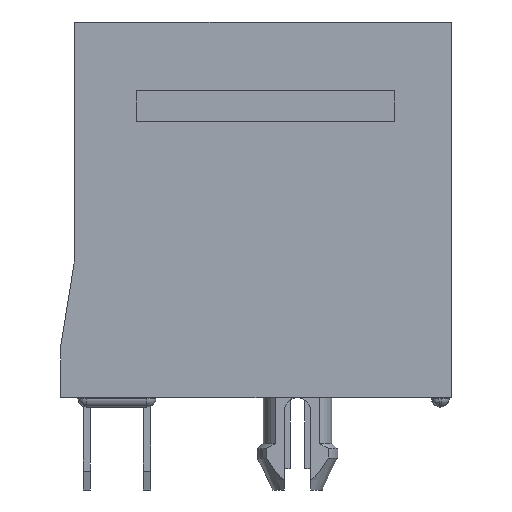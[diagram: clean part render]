
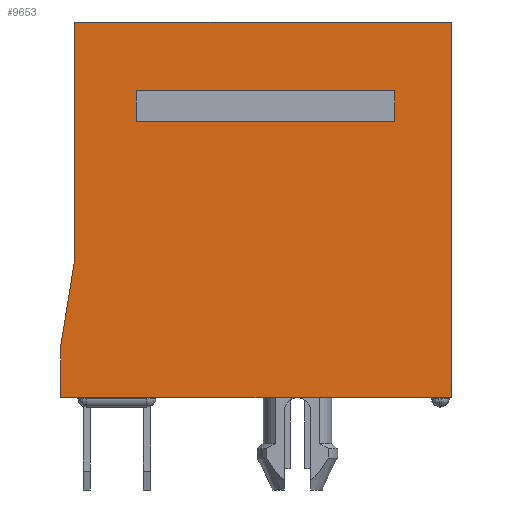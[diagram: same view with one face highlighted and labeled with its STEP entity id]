
A CAD part, left-side view. The second image highlights one B-rep face of the part: STEP entity #9653.
In plain terms, the highlighted planar face has unit normal (-1, 0, 0).
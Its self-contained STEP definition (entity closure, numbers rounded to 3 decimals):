
#6074 = EDGE_CURVE('',#6075,#6077,#6079,.T.);
#6075 = VERTEX_POINT('',#6076);
#6076 = CARTESIAN_POINT('',(-6.73,-7.65,0.45));
#6077 = VERTEX_POINT('',#6078);
#6078 = CARTESIAN_POINT('',(-6.73,8.85,0.45));
#6079 = LINE('',#6080,#6081);
#6080 = CARTESIAN_POINT('',(-6.73,8.85,0.45));
#6081 = VECTOR('',#6082,1.);
#6082 = DIRECTION('',(0.,1.,0.));
#8017 = VERTEX_POINT('',#8018);
#8018 = CARTESIAN_POINT('',(-6.73,8.25,16.3));
#8024 = EDGE_CURVE('',#8017,#8025,#8027,.T.);
#8025 = VERTEX_POINT('',#8026);
#8026 = CARTESIAN_POINT('',(-6.73,-7.65,16.3));
#8027 = LINE('',#8028,#8029);
#8028 = CARTESIAN_POINT('',(-6.73,8.25,16.3));
#8029 = VECTOR('',#8030,1.);
#8030 = DIRECTION('',(0.,-1.,0.));
#9641 = EDGE_CURVE('',#6075,#8025,#9642,.T.);
#9642 = LINE('',#9643,#9644);
#9643 = CARTESIAN_POINT('',(-6.73,-7.65,6.3));
#9644 = VECTOR('',#9645,1.);
#9645 = DIRECTION('',(0.,0.,1.));
#9653 = ADVANCED_FACE('',(#9654,#9681),#9715,.T.);
#9654 = FACE_BOUND('',#9655,.T.);
#9655 = EDGE_LOOP('',(#9656,#9657,#9665,#9673,#9679,#9680));
#9656 = ORIENTED_EDGE('',*,*,#8024,.F.);
#9657 = ORIENTED_EDGE('',*,*,#9658,.F.);
#9658 = EDGE_CURVE('',#9659,#8017,#9661,.T.);
#9659 = VERTEX_POINT('',#9660);
#9660 = CARTESIAN_POINT('',(-6.73,8.25,6.3));
#9661 = LINE('',#9662,#9663);
#9662 = CARTESIAN_POINT('',(-6.73,8.25,6.3));
#9663 = VECTOR('',#9664,1.);
#9664 = DIRECTION('',(0.,0.,1.));
#9665 = ORIENTED_EDGE('',*,*,#9666,.F.);
#9666 = EDGE_CURVE('',#9667,#9659,#9669,.T.);
#9667 = VERTEX_POINT('',#9668);
#9668 = CARTESIAN_POINT('',(-6.73,8.85,2.55));
#9669 = LINE('',#9670,#9671);
#9670 = CARTESIAN_POINT('',(-6.73,8.25,6.3));
#9671 = VECTOR('',#9672,1.);
#9672 = DIRECTION('',(0.,-0.158,0.987));
#9673 = ORIENTED_EDGE('',*,*,#9674,.F.);
#9674 = EDGE_CURVE('',#6077,#9667,#9675,.T.);
#9675 = LINE('',#9676,#9677);
#9676 = CARTESIAN_POINT('',(-6.73,8.85,2.55));
#9677 = VECTOR('',#9678,1.);
#9678 = DIRECTION('',(0.,0.,1.));
#9679 = ORIENTED_EDGE('',*,*,#6074,.F.);
#9680 = ORIENTED_EDGE('',*,*,#9641,.T.);
#9681 = FACE_BOUND('',#9682,.T.);
#9682 = EDGE_LOOP('',(#9683,#9693,#9701,#9709));
#9683 = ORIENTED_EDGE('',*,*,#9684,.T.);
#9684 = EDGE_CURVE('',#9685,#9687,#9689,.T.);
#9685 = VERTEX_POINT('',#9686);
#9686 = CARTESIAN_POINT('',(-6.73,5.65,13.4));
#9687 = VERTEX_POINT('',#9688);
#9688 = CARTESIAN_POINT('',(-6.73,-5.25,13.4));
#9689 = LINE('',#9690,#9691);
#9690 = CARTESIAN_POINT('',(-6.73,5.65,13.4));
#9691 = VECTOR('',#9692,1.);
#9692 = DIRECTION('',(0.,-1.,0.));
#9693 = ORIENTED_EDGE('',*,*,#9694,.T.);
#9694 = EDGE_CURVE('',#9687,#9695,#9697,.T.);
#9695 = VERTEX_POINT('',#9696);
#9696 = CARTESIAN_POINT('',(-6.73,-5.25,12.1));
#9697 = LINE('',#9698,#9699);
#9698 = CARTESIAN_POINT('',(-6.73,-5.25,13.4));
#9699 = VECTOR('',#9700,1.);
#9700 = DIRECTION('',(0.,0.,-1.));
#9701 = ORIENTED_EDGE('',*,*,#9702,.T.);
#9702 = EDGE_CURVE('',#9695,#9703,#9705,.T.);
#9703 = VERTEX_POINT('',#9704);
#9704 = CARTESIAN_POINT('',(-6.73,5.65,12.1));
#9705 = LINE('',#9706,#9707);
#9706 = CARTESIAN_POINT('',(-6.73,5.65,12.1));
#9707 = VECTOR('',#9708,1.);
#9708 = DIRECTION('',(0.,1.,0.));
#9709 = ORIENTED_EDGE('',*,*,#9710,.T.);
#9710 = EDGE_CURVE('',#9703,#9685,#9711,.T.);
#9711 = LINE('',#9712,#9713);
#9712 = CARTESIAN_POINT('',(-6.73,5.65,13.4));
#9713 = VECTOR('',#9714,1.);
#9714 = DIRECTION('',(0.,0.,1.));
#9715 = PLANE('',#9716);
#9716 = AXIS2_PLACEMENT_3D('',#9717,#9718,#9719);
#9717 = CARTESIAN_POINT('',(-6.73,8.25,6.3));
#9718 = DIRECTION('',(-1.,0.,0.));
#9719 = DIRECTION('',(0.,1.,0.));
